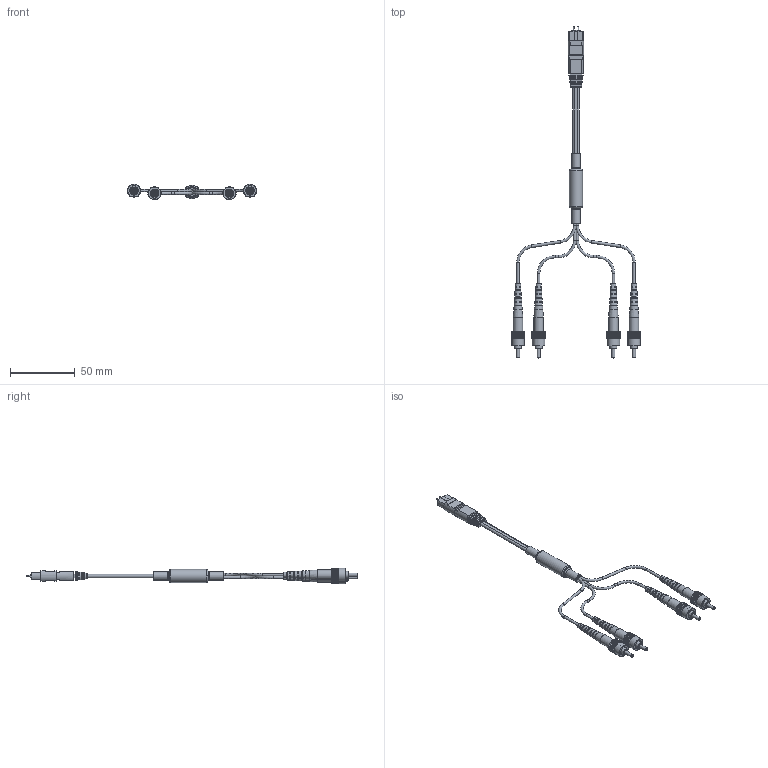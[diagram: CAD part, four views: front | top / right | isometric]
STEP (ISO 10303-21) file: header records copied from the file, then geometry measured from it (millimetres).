
FILE_DESCRIPTION (( 'STEP AP214' ), '1' );
FILE_NAME ('MTPM12-ST.STEP', '2018-01-24T13:54:40', ( '' ), ( '' ), 'SwSTEP 2.0', 'SolidWorks 2014', '' );
FILE_SCHEMA (( 'AUTOMOTIVE_DESIGN' ));
Length unit declared in the file: inch
Products named in the file (11): FOC-001BA; FOC-001BA-PROD-MA2; FOC-001BA-PROD-MA3; FOC-001BA-PROD-MA1; MTPM06-MA1_Male; MTPM06-ST-MA4_2mm Diameter; MTPM06-ST-MA3_2mm Diameter; 3AB04-002; MTPM06-ST-MA1; MTPM06-ST-MA2_ROUND; MTPM12-ST
Assembly tree (15 placements, depth 3):
  MTPM12-ST
    MTPM06-MA1_Male
      MTPM06-ST-MA2_ROUND
      MTPM06-ST-MA1
      3AB04-002
      MTPM06-ST-MA3_2mm Diameter  x2
      MTPM06-ST-MA4_2mm Diameter  x2
    FOC-001BA  x4
      FOC-001BA-PROD-MA1
      FOC-001BA-PROD-MA3
      FOC-001BA-PROD-MA2
Bounding box: 100.19 x 257.18 x 12.3 mm (x, y, z)
Volume: 13708.3 mm3; surface area: 17598.5 mm2
Topology: 19 solids, 19 shells, 829 faces, 2266 edges, 1501 vertices
Faces by surface type: plane 700, cylinder 73, cone 38, torus 18
Full cylindrical faces by diameter (mm): 0.051 x4, 0.889 x2, 2 x12, 2.54 x4, 3.175 x4, 3.683 x4, 4.826 x4, 5.207 x4, 6.35 x2, 7.366 x4, 9.779 x4, 10.16 x1
Entity records: 11972 total; most frequent: CARTESIAN_POINT 1988, DIRECTION 1484, ORIENTED_EDGE 1474, EDGE_CURVE 737, VERTEX_POINT 509, AXIS2_PLACEMENT_3D 499, LINE 486, VECTOR 486
